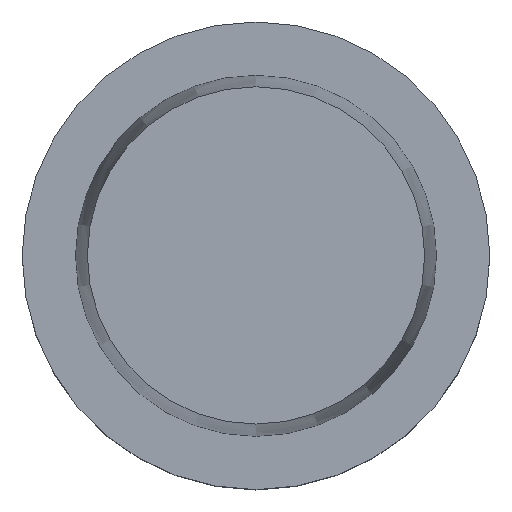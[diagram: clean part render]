
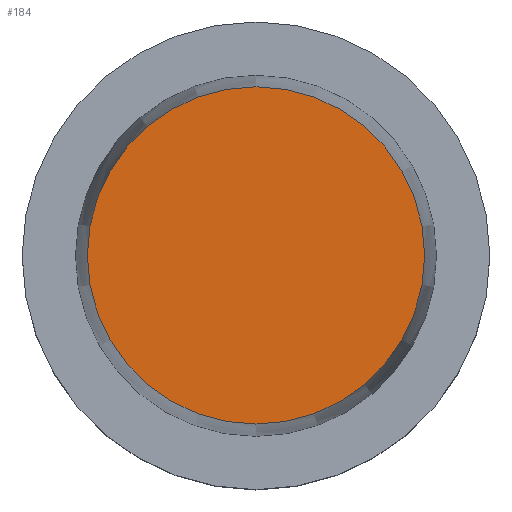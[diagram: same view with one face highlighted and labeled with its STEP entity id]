
A CAD part, top view. The second image highlights one B-rep face of the part: STEP entity #184.
In plain terms, the highlighted planar face has unit normal (0, 0, 1).
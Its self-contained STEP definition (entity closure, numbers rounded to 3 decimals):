
#98=EDGE_CURVE('Unnamed[1]',#247,#247,#248,.T.);
#184=ADVANCED_FACE('Unnamed[1]',(#382),#383,.T.);
#247=VERTEX_POINT('',#453);
#248=CIRCLE('',#454,22.715);
#382=FACE_OUTER_BOUND('',#621,.T.);
#383=PLANE('',#622);
#453=CARTESIAN_POINT('',(0.,22.715,32.0));
#454=AXIS2_PLACEMENT_3D('',#680,#681,#682);
#621=EDGE_LOOP('',(#829));
#622=AXIS2_PLACEMENT_3D('',#830,#831,#832);
#680=CARTESIAN_POINT('',(0.,0.,32.0));
#681=DIRECTION('',(0.,0.,1.0));
#682=DIRECTION('',(0.,1.0,0.));
#829=ORIENTED_EDGE('',*,*,#98,.T.);
#830=CARTESIAN_POINT('',(0.,11.358,32.0));
#831=DIRECTION('',(0.,0.,1.0));
#832=DIRECTION('',(0.,1.0,0.));
